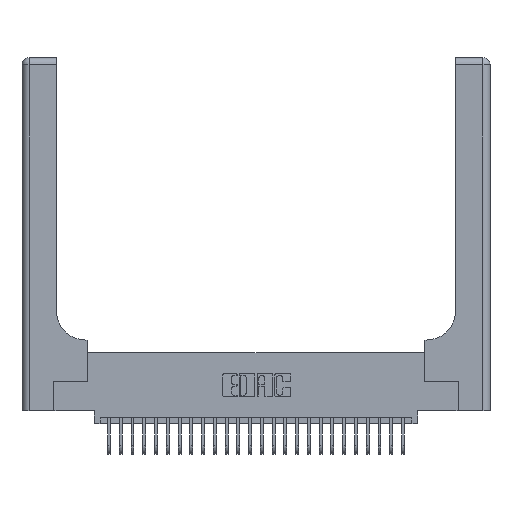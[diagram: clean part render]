
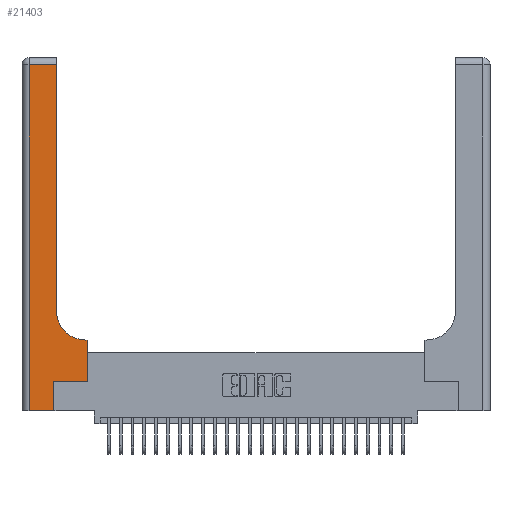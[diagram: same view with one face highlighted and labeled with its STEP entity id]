
A CAD part, top view. The second image highlights one B-rep face of the part: STEP entity #21403.
In plain terms, the highlighted planar face has unit normal (0, 0, 1).
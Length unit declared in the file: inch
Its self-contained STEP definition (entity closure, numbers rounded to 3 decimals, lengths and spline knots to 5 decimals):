
#25 = LINE ( 'NONE', #21772, #17594 ) ;
#529 = CARTESIAN_POINT ( 'NONE',  ( 0.5585, 0.6, 0.37 ) ) ;
#709 = AXIS2_PLACEMENT_3D ( 'NONE', #12305, #16840, #3129 ) ;
#931 = VERTEX_POINT ( 'NONE', #4951 ) ;
#1328 = DIRECTION ( 'NONE',  ( 0., -1., 0. ) ) ;
#1371 = EDGE_CURVE ( 'NONE', #28003, #24407, #5047, .T. ) ;
#1420 = ORIENTED_EDGE ( 'NONE', *, *, #7654, .T. ) ;
#2974 = AXIS2_PLACEMENT_3D ( 'NONE', #8126, #23959, #10420 ) ;
#3004 = VERTEX_POINT ( 'NONE', #529 ) ;
#3129 = DIRECTION ( 'NONE',  ( -1., 0., 0. ) ) ;
#3748 = EDGE_CURVE ( 'NONE', #7428, #3902, #19526, .T. ) ;
#3902 = VERTEX_POINT ( 'NONE', #5154 ) ;
#4110 = EDGE_CURVE ( 'NONE', #22239, #28003, #28375, .T. ) ;
#4129 = ORIENTED_EDGE ( 'NONE', *, *, #7662, .T. ) ;
#4265 = EDGE_CURVE ( 'NONE', #3902, #22239, #25517, .T. ) ;
#4309 = CARTESIAN_POINT ( 'NONE',  ( 0., 0., 0.37 ) ) ;
#4951 = CARTESIAN_POINT ( 'NONE',  ( 0.269, 0.25, 0.37 ) ) ;
#5047 = LINE ( 'NONE', #4309, #22461 ) ;
#5154 = CARTESIAN_POINT ( 'NONE',  ( 0.2915, 2.94, 0.37 ) ) ;
#5487 = VECTOR ( 'NONE', #19589, 39.37008 ) ;
#5634 = DIRECTION ( 'NONE',  ( 0., 1., 0. ) ) ;
#5678 = LINE ( 'NONE', #22619, #29122 ) ;
#6647 = CARTESIAN_POINT ( 'NONE',  ( 0., 2.94, 0.37 ) ) ;
#6883 = EDGE_CURVE ( 'NONE', #28949, #7428, #14131, .T. ) ;
#7428 = VERTEX_POINT ( 'NONE', #25631 ) ;
#7654 = EDGE_CURVE ( 'NONE', #931, #24776, #25, .T. ) ;
#7662 = EDGE_CURVE ( 'NONE', #3004, #28949, #23592, .T. ) ;
#7713 = ORIENTED_EDGE ( 'NONE', *, *, #12552, .T. ) ;
#8126 = CARTESIAN_POINT ( 'NONE',  ( 0.5415, 0.85, 0.37 ) ) ;
#8870 = ORIENTED_EDGE ( 'NONE', *, *, #4110, .T. ) ;
#9893 = PLANE ( 'NONE',  #709 ) ;
#10420 = DIRECTION ( 'NONE',  ( 1., 0., 0. ) ) ;
#12305 = CARTESIAN_POINT ( 'NONE',  ( 0., 3., 0.37 ) ) ;
#12438 = CARTESIAN_POINT ( 'NONE',  ( 0.5585, 0.25, 0.37 ) ) ;
#12552 = EDGE_CURVE ( 'NONE', #24776, #3004, #25452, .T. ) ;
#12842 = CARTESIAN_POINT ( 'NONE',  ( 0.06, 3., 0.37 ) ) ;
#13131 = FACE_OUTER_BOUND ( 'NONE', #27227, .T. ) ;
#13429 = DIRECTION ( 'NONE',  ( 1., 0., 0. ) ) ;
#13452 = VECTOR ( 'NONE', #5634, 39.37008 ) ;
#13773 = CARTESIAN_POINT ( 'NONE',  ( 0.2915, 3., 0.37 ) ) ;
#14131 = CIRCLE ( 'NONE', #2974, 0.25 ) ;
#14310 = CARTESIAN_POINT ( 'NONE',  ( 0.5415, 0.6, 0.37 ) ) ;
#14638 = ORIENTED_EDGE ( 'NONE', *, *, #18911, .T. ) ;
#15073 = DIRECTION ( 'NONE',  ( 1., 0., 0. ) ) ;
#15409 = CARTESIAN_POINT ( 'NONE',  ( 0.06, 2.94, 0.37 ) ) ;
#15493 = ORIENTED_EDGE ( 'NONE', *, *, #6883, .T. ) ;
#15513 = ORIENTED_EDGE ( 'NONE', *, *, #3748, .T. ) ;
#15808 = DIRECTION ( 'NONE',  ( -1., 0., 0. ) ) ;
#15876 = CARTESIAN_POINT ( 'NONE',  ( 0.269, 0., 0.37 ) ) ;
#16346 = VECTOR ( 'NONE', #1328, 39.37008 ) ;
#16840 = DIRECTION ( 'NONE',  ( 0., 0., -1. ) ) ;
#17330 = CARTESIAN_POINT ( 'NONE',  ( 0.2915, 0.6, 0.37 ) ) ;
#17594 = VECTOR ( 'NONE', #15073, 39.37008 ) ;
#18320 = DIRECTION ( 'NONE',  ( 0., 1., 0. ) ) ;
#18911 = EDGE_CURVE ( 'NONE', #24407, #931, #5678, .T. ) ;
#19526 = LINE ( 'NONE', #13773, #21667 ) ;
#19589 = DIRECTION ( 'NONE',  ( -1., 0., 0. ) ) ;
#21403 = ADVANCED_FACE ( 'NONE', ( #13131 ), #9893, .F. ) ;
#21667 = VECTOR ( 'NONE', #18320, 39.37008 ) ;
#21772 = CARTESIAN_POINT ( 'NONE',  ( 0.269, 0.25, 0.37 ) ) ;
#22239 = VERTEX_POINT ( 'NONE', #15409 ) ;
#22461 = VECTOR ( 'NONE', #13429, 39.37008 ) ;
#22619 = CARTESIAN_POINT ( 'NONE',  ( 0.269, 0., 0.37 ) ) ;
#23147 = ORIENTED_EDGE ( 'NONE', *, *, #1371, .T. ) ;
#23592 = LINE ( 'NONE', #17330, #5487 ) ;
#23922 = CARTESIAN_POINT ( 'NONE',  ( 0.5585, 0.25, 0.37 ) ) ;
#23959 = DIRECTION ( 'NONE',  ( 0., 0., -1. ) ) ;
#24407 = VERTEX_POINT ( 'NONE', #15876 ) ;
#24776 = VERTEX_POINT ( 'NONE', #23922 ) ;
#24817 = VECTOR ( 'NONE', #15808, 39.37008 ) ;
#24877 = DIRECTION ( 'NONE',  ( 0., 1., 0. ) ) ;
#25452 = LINE ( 'NONE', #12438, #13452 ) ;
#25517 = LINE ( 'NONE', #6647, #24817 ) ;
#25631 = CARTESIAN_POINT ( 'NONE',  ( 0.2915, 0.85, 0.37 ) ) ;
#26233 = CARTESIAN_POINT ( 'NONE',  ( 0.06, 0., 0.37 ) ) ;
#27227 = EDGE_LOOP ( 'NONE', ( #15513, #29360, #8870, #23147, #14638, #1420, #7713, #4129, #15493 ) ) ;
#28003 = VERTEX_POINT ( 'NONE', #26233 ) ;
#28375 = LINE ( 'NONE', #12842, #16346 ) ;
#28949 = VERTEX_POINT ( 'NONE', #14310 ) ;
#29122 = VECTOR ( 'NONE', #24877, 39.37008 ) ;
#29360 = ORIENTED_EDGE ( 'NONE', *, *, #4265, .T. ) ;
